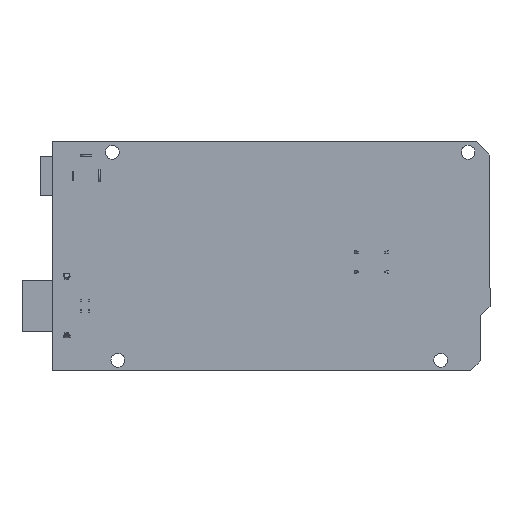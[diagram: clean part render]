
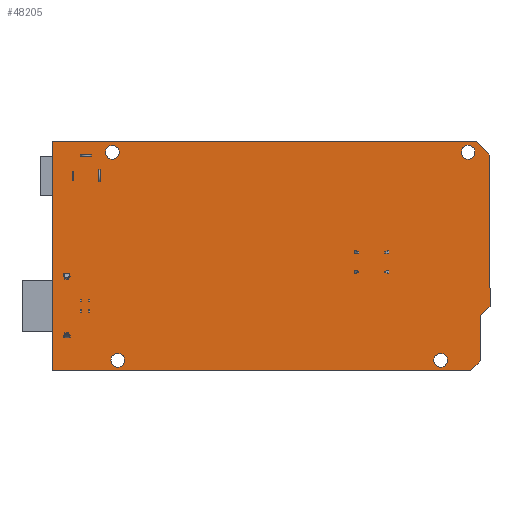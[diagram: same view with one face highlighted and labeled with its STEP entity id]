
A CAD part, front view. The second image highlights one B-rep face of the part: STEP entity #48205.
In plain terms, the highlighted face is planar.
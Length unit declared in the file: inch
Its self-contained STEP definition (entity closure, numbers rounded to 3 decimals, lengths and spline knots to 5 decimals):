
#47906=CARTESIAN_POINT('',(1.91161,0.065,0.9575));
#47907=VERTEX_POINT('',#47906);
#47908=CARTESIAN_POINT('',(1.82161,0.065,1.0475));
#47909=VERTEX_POINT('',#47908);
#47910=CARTESIAN_POINT('',(1.91161,0.065,0.9575));
#47911=DIRECTION('',(-0.707,0.0,0.707));
#47912=VECTOR('',#47911,0.12728);
#47913=LINE('',#47910,#47912);
#47914=EDGE_CURVE('',#47907,#47909,#47913,.T.);
#48054=CARTESIAN_POINT('',(-2.0,0.065,1.0475));
#48055=VERTEX_POINT('',#48054);
#48056=CARTESIAN_POINT('',(-2.0,0.065,1.0475));
#48057=DIRECTION('',(1.0,0.0,0.0));
#48058=VECTOR('',#48057,3.82161);
#48059=LINE('',#48056,#48058);
#48060=EDGE_CURVE('',#48055,#47909,#48059,.T.);
#48077=CARTESIAN_POINT('',(1.91161,0.065,0.54635));
#48078=VERTEX_POINT('',#48077);
#48079=CARTESIAN_POINT('',(2.0,0.065,0.45796));
#48080=VERTEX_POINT('',#48079);
#48081=CARTESIAN_POINT('',(1.91161,0.065,0.54635));
#48082=DIRECTION('',(0.707,0.0,-0.707));
#48083=VECTOR('',#48082,0.125);
#48084=LINE('',#48081,#48083);
#48085=EDGE_CURVE('',#48078,#48080,#48084,.T.);
#48111=CARTESIAN_POINT('',(1.91161,0.065,0.9575));
#48112=DIRECTION('',(0.0,0.0,-1.0));
#48113=VECTOR('',#48112,0.41115);
#48114=LINE('',#48111,#48113);
#48115=EDGE_CURVE('',#47907,#48078,#48114,.T.);
#48120=CARTESIAN_POINT('',(0.,0.065,0.0));
#48121=DIRECTION('',(0.0,-1.0,0.0));
#48122=DIRECTION('',(0.0,0.0,-1.0));
#48123=AXIS2_PLACEMENT_3D('',#48120,#48121,#48122);
#48124=PLANE('',#48123);
#48125=ORIENTED_EDGE('',*,*,#47914,.F.);
#48126=ORIENTED_EDGE('',*,*,#48115,.T.);
#48127=ORIENTED_EDGE('',*,*,#48085,.T.);
#48128=CARTESIAN_POINT('',(2.0,0.065,-0.9225));
#48129=VERTEX_POINT('',#48128);
#48130=CARTESIAN_POINT('',(2.0,0.065,0.45796));
#48131=DIRECTION('',(0.0,0.0,-1.0));
#48132=VECTOR('',#48131,1.38046);
#48133=LINE('',#48130,#48132);
#48134=EDGE_CURVE('',#48080,#48129,#48133,.T.);
#48135=ORIENTED_EDGE('',*,*,#48134,.T.);
#48136=CARTESIAN_POINT('',(1.875,0.065,-1.0475));
#48137=VERTEX_POINT('',#48136);
#48138=CARTESIAN_POINT('',(1.875,0.065,-1.0475));
#48139=DIRECTION('',(0.707,0.0,0.707));
#48140=VECTOR('',#48139,0.17678);
#48141=LINE('',#48138,#48140);
#48142=EDGE_CURVE('',#48137,#48129,#48141,.T.);
#48143=ORIENTED_EDGE('',*,*,#48142,.F.);
#48144=CARTESIAN_POINT('',(-2.0,0.065,-1.0475));
#48145=VERTEX_POINT('',#48144);
#48146=CARTESIAN_POINT('',(1.875,0.065,-1.0475));
#48147=DIRECTION('',(-1.0,0.0,0.0));
#48148=VECTOR('',#48147,3.875);
#48149=LINE('',#48146,#48148);
#48150=EDGE_CURVE('',#48137,#48145,#48149,.T.);
#48151=ORIENTED_EDGE('',*,*,#48150,.T.);
#48152=CARTESIAN_POINT('',(-2.0,0.065,-1.0475));
#48153=DIRECTION('',(0.0,0.0,1.0));
#48154=VECTOR('',#48153,2.095);
#48155=LINE('',#48152,#48154);
#48156=EDGE_CURVE('',#48145,#48055,#48155,.T.);
#48157=ORIENTED_EDGE('',*,*,#48156,.T.);
#48158=ORIENTED_EDGE('',*,*,#48060,.T.);
#48159=EDGE_LOOP('',(#48125,#48126,#48127,#48135,#48143,#48151,#48157,#48158));
#48160=FACE_OUTER_BOUND('',#48159,.T.);
#48161=CARTESIAN_POINT('',(-1.3375,0.065,0.9525));
#48162=VERTEX_POINT('',#48161);
#48163=CARTESIAN_POINT('',(-1.4,0.065,0.9525));
#48164=DIRECTION('',(0.0,-1.0,0.0));
#48165=DIRECTION('',(-1.0,0.0,0.0));
#48166=AXIS2_PLACEMENT_3D('',#48163,#48164,#48165);
#48167=CIRCLE('',#48166,0.0625);
#48168=EDGE_CURVE('',#48162,#48162,#48167,.T.);
#48169=ORIENTED_EDGE('',*,*,#48168,.T.);
#48170=EDGE_LOOP('',(#48169));
#48171=FACE_BOUND('',#48170,.T.);
#48172=CARTESIAN_POINT('',(-1.3875,0.065,-0.9475));
#48173=VERTEX_POINT('',#48172);
#48174=CARTESIAN_POINT('',(-1.45,0.065,-0.9475));
#48175=DIRECTION('',(0.0,-1.0,0.0));
#48176=DIRECTION('',(-1.0,0.0,0.0));
#48177=AXIS2_PLACEMENT_3D('',#48174,#48175,#48176);
#48178=CIRCLE('',#48177,0.0625);
#48179=EDGE_CURVE('',#48173,#48173,#48178,.T.);
#48180=ORIENTED_EDGE('',*,*,#48179,.T.);
#48181=EDGE_LOOP('',(#48180));
#48182=FACE_BOUND('',#48181,.T.);
#48183=CARTESIAN_POINT('',(1.8625,0.065,-0.9475));
#48184=VERTEX_POINT('',#48183);
#48185=CARTESIAN_POINT('',(1.8,0.065,-0.9475));
#48186=DIRECTION('',(0.0,-1.0,0.0));
#48187=DIRECTION('',(-1.0,0.0,0.0));
#48188=AXIS2_PLACEMENT_3D('',#48185,#48186,#48187);
#48189=CIRCLE('',#48188,0.0625);
#48190=EDGE_CURVE('',#48184,#48184,#48189,.T.);
#48191=ORIENTED_EDGE('',*,*,#48190,.T.);
#48192=EDGE_LOOP('',(#48191));
#48193=FACE_BOUND('',#48192,.T.);
#48194=CARTESIAN_POINT('',(1.6125,0.065,0.9525));
#48195=VERTEX_POINT('',#48194);
#48196=CARTESIAN_POINT('',(1.55,0.065,0.9525));
#48197=DIRECTION('',(0.0,-1.0,0.0));
#48198=DIRECTION('',(-1.0,0.0,0.0));
#48199=AXIS2_PLACEMENT_3D('',#48196,#48197,#48198);
#48200=CIRCLE('',#48199,0.0625);
#48201=EDGE_CURVE('',#48195,#48195,#48200,.T.);
#48202=ORIENTED_EDGE('',*,*,#48201,.T.);
#48203=EDGE_LOOP('',(#48202));
#48204=FACE_BOUND('',#48203,.T.);
#48205=ADVANCED_FACE('',(#48160,#48171,#48182,#48193,#48204),#48124,.F.);
